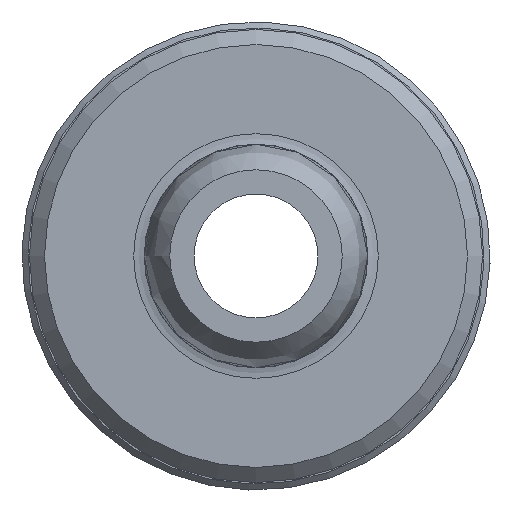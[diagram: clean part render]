
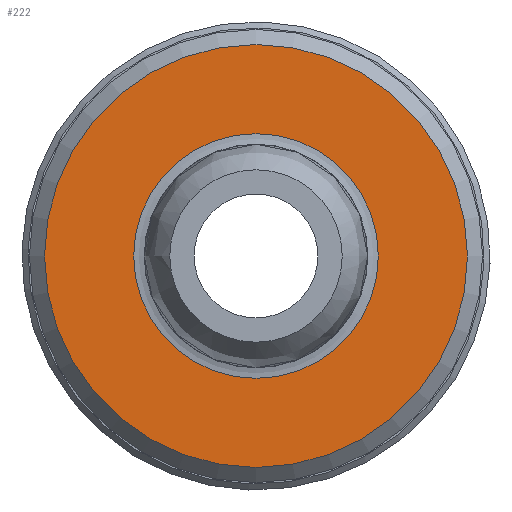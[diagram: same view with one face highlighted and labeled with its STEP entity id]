
A CAD part, left-side view. The second image highlights one B-rep face of the part: STEP entity #222.
In plain terms, the highlighted planar face has unit normal (-1, 0, 0).
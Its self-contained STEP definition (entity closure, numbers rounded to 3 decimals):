
#180=CARTESIAN_POINT('',(25.0,7.,0.));
#181=VERTEX_POINT('',#180);
#182=CARTESIAN_POINT('',(25.0,0.0,0.0));
#183=DIRECTION('',(1.0,0.0,0.0));
#184=DIRECTION('',(0.0,-1.0,0.0));
#185=AXIS2_PLACEMENT_3D('',#182,#183,#184);
#186=CIRCLE('',#185,7.);
#187=EDGE_CURVE('',#181,#181,#186,.T.);
#203=CARTESIAN_POINT('',(25.0,5.275,0.0));
#204=DIRECTION('',(-1.0,0.0,0.0));
#205=DIRECTION('',(0.0,0.0,1.0));
#206=AXIS2_PLACEMENT_3D('',#203,#204,#205);
#207=PLANE('',#206);
#208=ORIENTED_EDGE('',*,*,#187,.F.);
#209=EDGE_LOOP('',(#208));
#210=FACE_OUTER_BOUND('',#209,.T.);
#211=CARTESIAN_POINT('',(25.0,4.05,0.));
#212=VERTEX_POINT('',#211);
#213=CARTESIAN_POINT('',(25.0,0.0,0.0));
#214=DIRECTION('',(-1.0,0.0,0.0));
#215=DIRECTION('',(0.0,-1.0,0.0));
#216=AXIS2_PLACEMENT_3D('',#213,#214,#215);
#217=CIRCLE('',#216,4.05);
#218=EDGE_CURVE('',#212,#212,#217,.T.);
#219=ORIENTED_EDGE('',*,*,#218,.F.);
#220=EDGE_LOOP('',(#219));
#221=FACE_BOUND('',#220,.T.);
#222=ADVANCED_FACE('',(#210,#221),#207,.T.);
